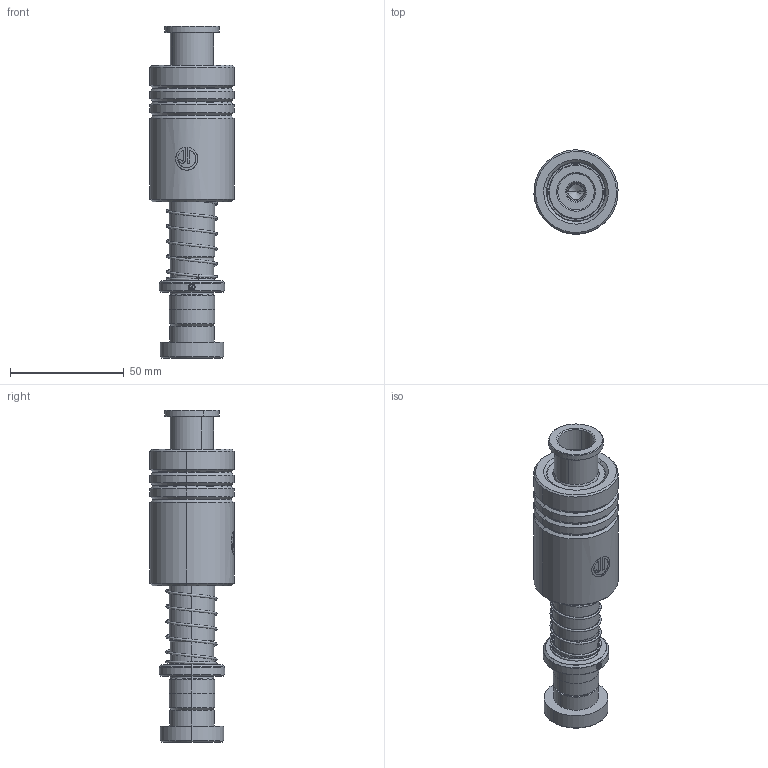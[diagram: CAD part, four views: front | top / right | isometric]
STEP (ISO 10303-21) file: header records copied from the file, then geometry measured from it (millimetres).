
FILE_DESCRIPTION (( 'STEP AP214' ), '1' );
FILE_NAME ('HKSH(HKJH)-D20-L100(BL-60).STEP', '2024-10-16T06:11:23', ( '111' ), ( '21222' ), 'SwSTEP 2.0', 'SolidWorks 2020', '' );
FILE_SCHEMA (( 'AUTOMOTIVE_DESIGN' ));
Length unit declared in the file: millimetre
Products named in the file (9): TBB-D37-d26-L60; GTK-D24-d19; BALL-D3; BSH-D25.5-20.5-50郪蚾; BSH25.5-20.5-L50; DRPK蹟簽D20; HWP-D22.5-d20.5-L40; HKSH(HKJH)-D20-L100(BL-60); TRPK-D20-L100
Assembly tree (172 placements, depth 3):
  HKSH(HKJH)-D20-L100(BL-60)
    TRPK-D20-L100
    DRPK蹟簽D20
    GTK-D24-d19
    TBB-D37-d26-L60
    HWP-D22.5-d20.5-L40
    BSH-D25.5-20.5-50郪蚾
      BSH25.5-20.5-L50
      BALL-D3  x165
Bounding box: 36.96 x 36.98 x 146 mm (x, y, z)
Volume: 82749.1 mm3; surface area: 45544.3 mm2
Topology: 171 solids, 171 shells, 858 faces, 3447 edges, 2274 vertices
Faces by surface type: sphere 660, cone 58, cylinder 56, plane 36, torus 26, bspline 22
Entity records: 34879 total; most frequent: CARTESIAN_POINT 20286, ORIENTED_EDGE 2916, DIRECTION 2608, EDGE_CURVE 1458, AXIS2_PLACEMENT_3D 1230, VERTEX_POINT 942, EDGE_LOOP 868, B_SPLINE_CURVE_WITH_KNOTS 765
